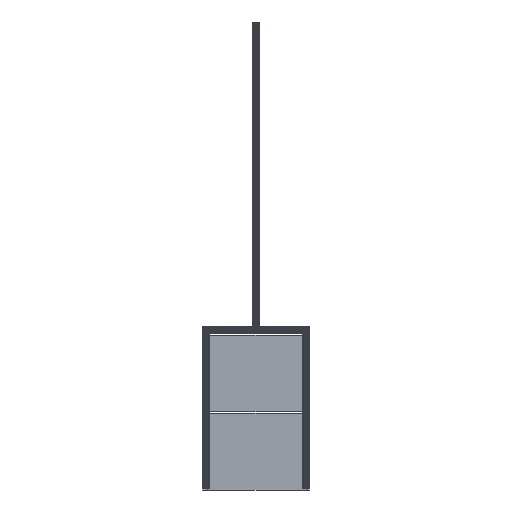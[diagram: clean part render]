
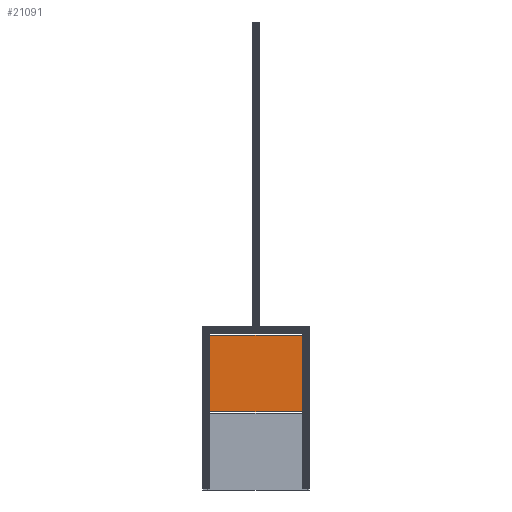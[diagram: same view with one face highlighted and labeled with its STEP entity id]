
A CAD part, front view. The second image highlights one B-rep face of the part: STEP entity #21091.
In plain terms, the highlighted planar face has unit normal (0, -1, 0).
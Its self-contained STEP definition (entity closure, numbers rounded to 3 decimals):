
#5347 = VERTEX_POINT('',#5348);
#5348 = CARTESIAN_POINT('',(141.5,10.,-25.));
#5362 = PLANE('',#5363);
#5363 = AXIS2_PLACEMENT_3D('',#5364,#5365,#5366);
#5364 = CARTESIAN_POINT('',(-160.,10.,-25.));
#5365 = DIRECTION('',(0.,0.,1.));
#5366 = DIRECTION('',(1.,0.,0.));
#5388 = CYLINDRICAL_SURFACE('',#5389,1.5);
#5389 = AXIS2_PLACEMENT_3D('',#5390,#5391,#5392);
#5390 = CARTESIAN_POINT('',(141.5,8.5,-490.));
#5391 = DIRECTION('',(0.,0.,-1.));
#5392 = DIRECTION('',(0.,1.,0.));
#11814 = VERTEX_POINT('',#11815);
#11815 = CARTESIAN_POINT('',(141.5,10.,-255.));
#11850 = PLANE('',#11851);
#11851 = AXIS2_PLACEMENT_3D('',#11852,#11853,#11854);
#11852 = CARTESIAN_POINT('',(-160.,10.,-255.));
#11853 = DIRECTION('',(0.,0.,1.));
#11854 = DIRECTION('',(1.,0.,0.));
#12098 = VERTEX_POINT('',#12099);
#12099 = CARTESIAN_POINT('',(-141.5,10.,-25.));
#12120 = EDGE_CURVE('',#12098,#5347,#12121,.T.);
#12121 = SURFACE_CURVE('',#12122,(#12126,#12133),.PCURVE_S1.);
#12122 = LINE('',#12123,#12124);
#12123 = CARTESIAN_POINT('',(-160.,10.,-25.));
#12124 = VECTOR('',#12125,1.);
#12125 = DIRECTION('',(1.,0.,0.));
#12126 = PCURVE('',#5362,#12127);
#12127 = DEFINITIONAL_REPRESENTATION('',(#12128),#12132);
#12128 = LINE('',#12129,#12130);
#12129 = CARTESIAN_POINT('',(0.,0.));
#12130 = VECTOR('',#12131,1.);
#12131 = DIRECTION('',(1.,0.));
#12132 = ( GEOMETRIC_REPRESENTATION_CONTEXT(2) 
PARAMETRIC_REPRESENTATION_CONTEXT() REPRESENTATION_CONTEXT('2D SPACE',''
  ) );
#12133 = PCURVE('',#12134,#12139);
#12134 = PLANE('',#12135);
#12135 = AXIS2_PLACEMENT_3D('',#12136,#12137,#12138);
#12136 = CARTESIAN_POINT('',(-160.,10.,-255.));
#12137 = DIRECTION('',(0.,1.,0.));
#12138 = DIRECTION('',(0.,0.,1.));
#12139 = DEFINITIONAL_REPRESENTATION('',(#12140),#12144);
#12140 = LINE('',#12141,#12142);
#12141 = CARTESIAN_POINT('',(230.,0.));
#12142 = VECTOR('',#12143,1.);
#12143 = DIRECTION('',(0.,1.));
#12144 = ( GEOMETRIC_REPRESENTATION_CONTEXT(2) 
PARAMETRIC_REPRESENTATION_CONTEXT() REPRESENTATION_CONTEXT('2D SPACE',''
  ) );
#12261 = EDGE_CURVE('',#11814,#5347,#12262,.T.);
#12262 = SURFACE_CURVE('',#12263,(#12267,#12274),.PCURVE_S1.);
#12263 = LINE('',#12264,#12265);
#12264 = CARTESIAN_POINT('',(141.5,10.,-490.));
#12265 = VECTOR('',#12266,1.);
#12266 = DIRECTION('',(0.,0.,1.));
#12267 = PCURVE('',#5388,#12268);
#12268 = DEFINITIONAL_REPRESENTATION('',(#12269),#12273);
#12269 = LINE('',#12270,#12271);
#12270 = CARTESIAN_POINT('',(-0.,0.));
#12271 = VECTOR('',#12272,1.);
#12272 = DIRECTION('',(-0.,-1.));
#12273 = ( GEOMETRIC_REPRESENTATION_CONTEXT(2) 
PARAMETRIC_REPRESENTATION_CONTEXT() REPRESENTATION_CONTEXT('2D SPACE',''
  ) );
#12274 = PCURVE('',#12134,#12275);
#12275 = DEFINITIONAL_REPRESENTATION('',(#12276),#12280);
#12276 = LINE('',#12277,#12278);
#12277 = CARTESIAN_POINT('',(-235.,301.5));
#12278 = VECTOR('',#12279,1.);
#12279 = DIRECTION('',(1.,0.));
#12280 = ( GEOMETRIC_REPRESENTATION_CONTEXT(2) 
PARAMETRIC_REPRESENTATION_CONTEXT() REPRESENTATION_CONTEXT('2D SPACE',''
  ) );
#17194 = CYLINDRICAL_SURFACE('',#17195,1.5);
#17195 = AXIS2_PLACEMENT_3D('',#17196,#17197,#17198);
#17196 = CARTESIAN_POINT('',(-141.5,8.5,-490.));
#17197 = DIRECTION('',(-0.,-0.,-1.));
#17198 = DIRECTION('',(1.,0.,0.));
#20528 = VERTEX_POINT('',#20529);
#20529 = CARTESIAN_POINT('',(-141.5,10.,-255.));
#20550 = EDGE_CURVE('',#20528,#11814,#20551,.T.);
#20551 = SURFACE_CURVE('',#20552,(#20556,#20563),.PCURVE_S1.);
#20552 = LINE('',#20553,#20554);
#20553 = CARTESIAN_POINT('',(-160.,10.,-255.));
#20554 = VECTOR('',#20555,1.);
#20555 = DIRECTION('',(1.,0.,0.));
#20556 = PCURVE('',#11850,#20557);
#20557 = DEFINITIONAL_REPRESENTATION('',(#20558),#20562);
#20558 = LINE('',#20559,#20560);
#20559 = CARTESIAN_POINT('',(0.,0.));
#20560 = VECTOR('',#20561,1.);
#20561 = DIRECTION('',(1.,0.));
#20562 = ( GEOMETRIC_REPRESENTATION_CONTEXT(2) 
PARAMETRIC_REPRESENTATION_CONTEXT() REPRESENTATION_CONTEXT('2D SPACE',''
  ) );
#20563 = PCURVE('',#12134,#20564);
#20564 = DEFINITIONAL_REPRESENTATION('',(#20565),#20569);
#20565 = LINE('',#20566,#20567);
#20566 = CARTESIAN_POINT('',(0.,0.));
#20567 = VECTOR('',#20568,1.);
#20568 = DIRECTION('',(0.,1.));
#20569 = ( GEOMETRIC_REPRESENTATION_CONTEXT(2) 
PARAMETRIC_REPRESENTATION_CONTEXT() REPRESENTATION_CONTEXT('2D SPACE',''
  ) );
#21091 = ADVANCED_FACE('',(#21092),#12134,.F.);
#21092 = FACE_BOUND('',#21093,.F.);
#21093 = EDGE_LOOP('',(#21094,#21095,#21116,#21117));
#21094 = ORIENTED_EDGE('',*,*,#20550,.F.);
#21095 = ORIENTED_EDGE('',*,*,#21096,.T.);
#21096 = EDGE_CURVE('',#20528,#12098,#21097,.T.);
#21097 = SURFACE_CURVE('',#21098,(#21102,#21109),.PCURVE_S1.);
#21098 = LINE('',#21099,#21100);
#21099 = CARTESIAN_POINT('',(-141.5,10.,-490.));
#21100 = VECTOR('',#21101,1.);
#21101 = DIRECTION('',(0.,0.,1.));
#21102 = PCURVE('',#12134,#21103);
#21103 = DEFINITIONAL_REPRESENTATION('',(#21104),#21108);
#21104 = LINE('',#21105,#21106);
#21105 = CARTESIAN_POINT('',(-235.,18.5));
#21106 = VECTOR('',#21107,1.);
#21107 = DIRECTION('',(1.,0.));
#21108 = ( GEOMETRIC_REPRESENTATION_CONTEXT(2) 
PARAMETRIC_REPRESENTATION_CONTEXT() REPRESENTATION_CONTEXT('2D SPACE',''
  ) );
#21109 = PCURVE('',#17194,#21110);
#21110 = DEFINITIONAL_REPRESENTATION('',(#21111),#21115);
#21111 = LINE('',#21112,#21113);
#21112 = CARTESIAN_POINT('',(-1.571,0.));
#21113 = VECTOR('',#21114,1.);
#21114 = DIRECTION('',(-0.,-1.));
#21115 = ( GEOMETRIC_REPRESENTATION_CONTEXT(2) 
PARAMETRIC_REPRESENTATION_CONTEXT() REPRESENTATION_CONTEXT('2D SPACE',''
  ) );
#21116 = ORIENTED_EDGE('',*,*,#12120,.T.);
#21117 = ORIENTED_EDGE('',*,*,#12261,.F.);
